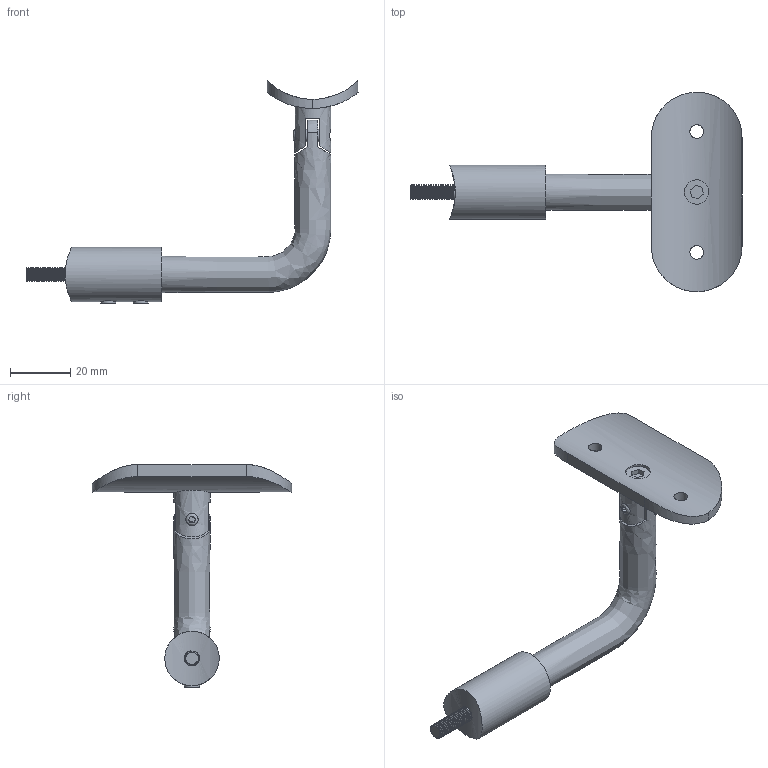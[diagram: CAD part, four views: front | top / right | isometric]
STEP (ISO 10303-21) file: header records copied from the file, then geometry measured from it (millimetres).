
FILE_DESCRIPTION(/* description */ (''),/* implementation_level */ '2;1');
FILE_NAME(/* name */ '1890_Cosch_Edelstahltechnik.stp',/* time_stamp */ '2019-01-10T22:05:37+01:00',/* author */ (''),/* organization */ (''),/* preprocessor_version */ 'ST-DEVELOPER v16',/* originating_system */ 'SIEMENS PLM Software NX 11.0',/* authorisation */ '');
FILE_SCHEMA (('AUTOMOTIVE_DESIGN { 1 0 10303 214 3 1 1 1 }'));
Length unit declared in the file: millimetre
Products named in the file (1): Goge168414734gyn
Bounding box: 109.92 x 66 x 73.82 mm (x, y, z)
Surface area: 11260.8 mm2 (no closed solid volume)
Topology: 0 solids, 1 shells, 76 faces, 192 edges, 131 vertices
Faces by surface type: plane 50, cylinder 18, bspline 8
Full cylindrical faces by diameter (mm): 4.02 x3, 4.5 x2, 5 x2, 8.105 x1, 18 x1
Entity records: 9876 total; most frequent: CARTESIAN_POINT 8227, ORIENTED_EDGE 332, DIRECTION 266, EDGE_CURVE 166, VERTEX_POINT 118, EDGE_LOOP 108, LINE 94, VECTOR 94
